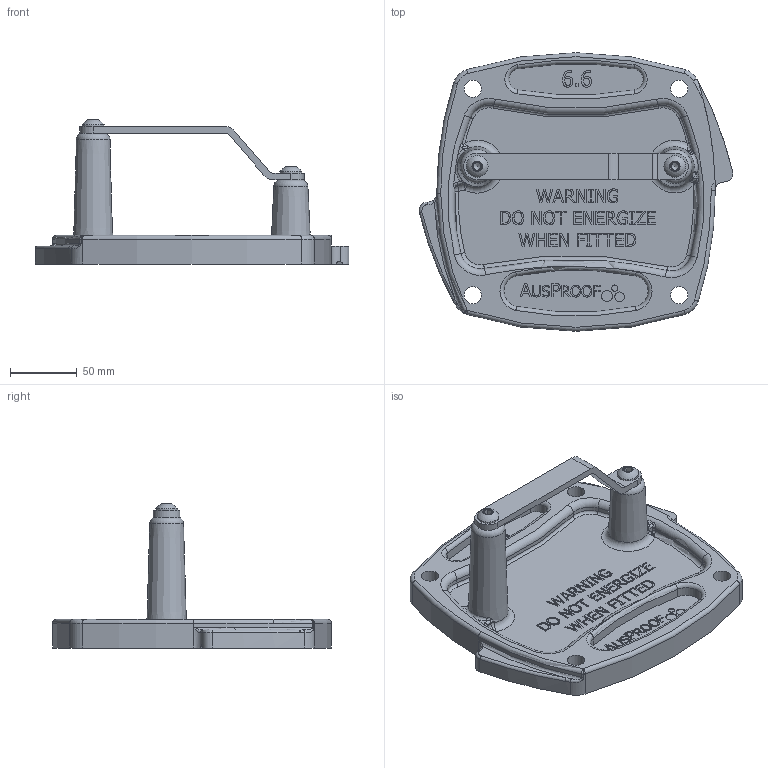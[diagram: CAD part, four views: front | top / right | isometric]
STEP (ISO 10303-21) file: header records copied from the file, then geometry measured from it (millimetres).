
FILE_DESCRIPTION(/* description */ (''),/* implementation_level */ '2;1');
FILE_NAME(/* name */ 'RS440_SLD 6.6kV Cast Pro Cover.stp',/* time_stamp */ '2022-09-09T14:44:36+10:00',/* author */ ('a.tao491'),/* organization */ (''),/* preprocessor_version */ 'ST-DEVELOPER v16.5',/* originating_system */ 'Autodesk Inventor 2017',/* authorisation */ '');
FILE_SCHEMA (('AUTOMOTIVE_DESIGN { 1 0 10303 214 3 1 1 }'));
Length unit declared in the file: millimetre
Products named in the file (4): RS440_SLD; 2330; 1046; 1216
Assembly tree (4 placements, depth 2):
  RS440_SLD
    2330
    1046
    1216  x2
Bounding box: 234.8 x 208.5 x 107.85 mm (x, y, z)
Volume: 691389.9 mm3; surface area: 128151.8 mm2
Topology: 4 solids, 4 shells, 821 faces, 2139 edges, 1382 vertices
Faces by surface type: plane 450, bspline 231, cylinder 62, torus 53, cone 19, sphere 6
Full cylindrical faces by diameter (mm): 4.697 x1, 7.241 x1, 8.418 x1, 9.45 x2, 11 x2, 13 x4, 16.3 x2
Entity records: 26950 total; most frequent: CARTESIAN_POINT 8703, ORIENTED_EDGE 4114, DIRECTION 3025, EDGE_CURVE 2057, VERTEX_POINT 1347, LINE 1299, VECTOR 1299, EDGE_LOOP 884
